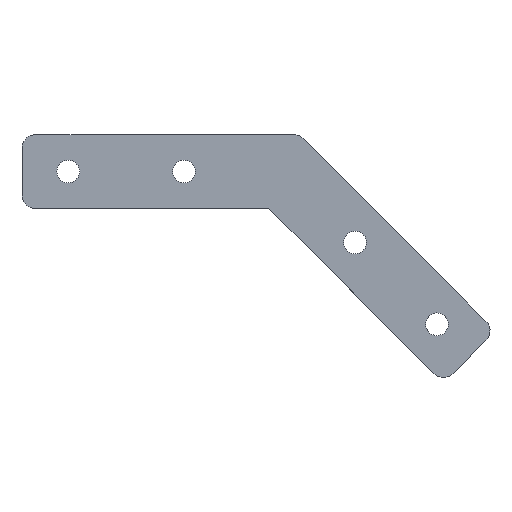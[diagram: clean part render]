
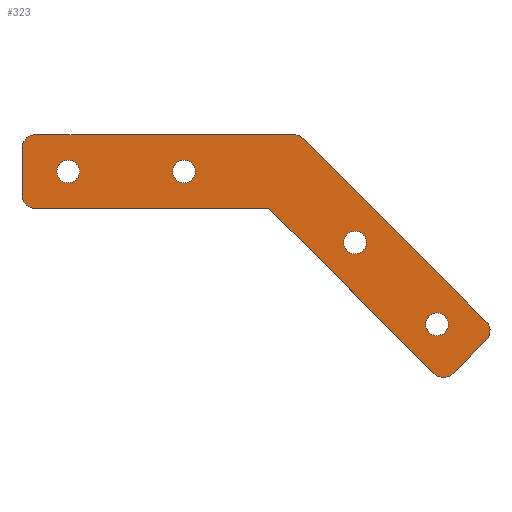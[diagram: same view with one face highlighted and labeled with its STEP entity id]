
A CAD part, top view. The second image highlights one B-rep face of the part: STEP entity #323.
In plain terms, the highlighted planar face has unit normal (0, 0, 1).
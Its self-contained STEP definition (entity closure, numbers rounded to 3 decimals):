
#22=PLANE('',#360);
#26=LINE('',#490,#49);
#30=LINE('',#502,#53);
#34=LINE('',#514,#57);
#37=LINE('',#520,#60);
#41=LINE('',#532,#64);
#45=LINE('',#542,#68);
#49=VECTOR('',#398,55.757);
#53=VECTOR('',#410,10.);
#57=VECTOR('',#422,50.373);
#60=VECTOR('',#427,50.373);
#64=VECTOR('',#439,10.);
#68=VECTOR('',#451,55.757);
#77=FACE_BOUND('',#123,.T.);
#78=FACE_BOUND('',#124,.T.);
#79=FACE_BOUND('',#125,.T.);
#80=FACE_BOUND('',#126,.T.);
#97=FACE_OUTER_BOUND('',#122,.T.);
#122=EDGE_LOOP('',(#283,#284,#285,#286,#287,#288,#289,#290,#291,#292,#293));
#123=EDGE_LOOP('',(#294));
#124=EDGE_LOOP('',(#295));
#125=EDGE_LOOP('',(#296));
#126=EDGE_LOOP('',(#297));
#128=CIRCLE('',#328,2.459);
#130=CIRCLE('',#331,2.459);
#132=CIRCLE('',#334,2.459);
#134=CIRCLE('',#337,2.459);
#136=CIRCLE('',#340,3.);
#138=CIRCLE('',#344,3.);
#140=CIRCLE('',#348,3.);
#142=CIRCLE('',#353,3.);
#144=CIRCLE('',#357,3.);
#146=VERTEX_POINT('',#460);
#148=VERTEX_POINT('',#465);
#150=VERTEX_POINT('',#470);
#152=VERTEX_POINT('',#475);
#155=VERTEX_POINT('',#481);
#156=VERTEX_POINT('',#483);
#158=VERTEX_POINT('',#489);
#160=VERTEX_POINT('',#495);
#162=VERTEX_POINT('',#501);
#164=VERTEX_POINT('',#507);
#166=VERTEX_POINT('',#513);
#168=VERTEX_POINT('',#519);
#170=VERTEX_POINT('',#525);
#172=VERTEX_POINT('',#531);
#174=VERTEX_POINT('',#537);
#176=EDGE_CURVE('',#146,#146,#128,.T.);
#178=EDGE_CURVE('',#148,#148,#130,.T.);
#180=EDGE_CURVE('',#150,#150,#132,.T.);
#182=EDGE_CURVE('',#152,#152,#134,.T.);
#185=EDGE_CURVE('',#156,#155,#136,.T.);
#188=EDGE_CURVE('',#158,#156,#26,.T.);
#191=EDGE_CURVE('',#160,#158,#138,.T.);
#194=EDGE_CURVE('',#162,#160,#30,.T.);
#197=EDGE_CURVE('',#164,#162,#140,.T.);
#200=EDGE_CURVE('',#166,#164,#34,.T.);
#203=EDGE_CURVE('',#168,#166,#37,.T.);
#206=EDGE_CURVE('',#170,#168,#142,.T.);
#209=EDGE_CURVE('',#172,#170,#41,.T.);
#212=EDGE_CURVE('',#174,#172,#144,.T.);
#215=EDGE_CURVE('',#155,#174,#45,.T.);
#283=ORIENTED_EDGE('',*,*,#215,.T.);
#284=ORIENTED_EDGE('',*,*,#212,.T.);
#285=ORIENTED_EDGE('',*,*,#209,.T.);
#286=ORIENTED_EDGE('',*,*,#206,.T.);
#287=ORIENTED_EDGE('',*,*,#203,.T.);
#288=ORIENTED_EDGE('',*,*,#200,.T.);
#289=ORIENTED_EDGE('',*,*,#197,.T.);
#290=ORIENTED_EDGE('',*,*,#194,.T.);
#291=ORIENTED_EDGE('',*,*,#191,.T.);
#292=ORIENTED_EDGE('',*,*,#188,.T.);
#293=ORIENTED_EDGE('',*,*,#185,.T.);
#294=ORIENTED_EDGE('',*,*,#176,.T.);
#295=ORIENTED_EDGE('',*,*,#178,.T.);
#296=ORIENTED_EDGE('',*,*,#180,.T.);
#297=ORIENTED_EDGE('',*,*,#182,.T.);
#323=ADVANCED_FACE('',(#97,#77,#78,#79,#80),#22,.T.);
#328=AXIS2_PLACEMENT_3D('',#461,#367,#368);
#331=AXIS2_PLACEMENT_3D('',#466,#373,#374);
#334=AXIS2_PLACEMENT_3D('',#471,#379,#380);
#337=AXIS2_PLACEMENT_3D('',#476,#385,#386);
#340=AXIS2_PLACEMENT_3D('',#484,#392,#393);
#344=AXIS2_PLACEMENT_3D('',#496,#404,#405);
#348=AXIS2_PLACEMENT_3D('',#508,#416,#417);
#353=AXIS2_PLACEMENT_3D('',#526,#433,#434);
#357=AXIS2_PLACEMENT_3D('',#538,#445,#446);
#360=AXIS2_PLACEMENT_3D('',#544,#454,#455);
#367=DIRECTION('center_axis',(0.,0.,-1.));
#368=DIRECTION('ref_axis',(1.,0.,0.));
#373=DIRECTION('center_axis',(0.,0.,-1.));
#374=DIRECTION('ref_axis',(1.,0.,0.));
#379=DIRECTION('center_axis',(0.,0.,-1.));
#380=DIRECTION('ref_axis',(1.,0.,0.));
#385=DIRECTION('center_axis',(0.,0.,-1.));
#386=DIRECTION('ref_axis',(1.,0.,0.));
#392=DIRECTION('center_axis',(0.,0.,1.));
#393=DIRECTION('ref_axis',(-0.707,-0.707,0.));
#398=DIRECTION('',(-0.707,0.707,0.));
#404=DIRECTION('center_axis',(0.,0.,1.));
#405=DIRECTION('ref_axis',(-0.707,0.707,0.));
#410=DIRECTION('',(0.707,0.707,0.));
#416=DIRECTION('center_axis',(0.,0.,1.));
#417=DIRECTION('ref_axis',(0.707,0.707,0.));
#422=DIRECTION('',(0.707,-0.707,0.));
#427=DIRECTION('',(1.,0.,0.));
#433=DIRECTION('center_axis',(0.,0.,1.));
#434=DIRECTION('ref_axis',(1.,0.,0.));
#439=DIRECTION('',(0.,-1.,0.));
#445=DIRECTION('center_axis',(0.,0.,1.));
#446=DIRECTION('ref_axis',(0.,-1.,0.));
#451=DIRECTION('',(-1.,0.,0.));
#454=DIRECTION('center_axis',(0.,0.,1.));
#455=DIRECTION('ref_axis',(1.,0.,0.));
#460=CARTESIAN_POINT('',(87.029,13.726,3.));
#461=CARTESIAN_POINT('Origin',(84.57,13.726,3.));
#465=CARTESIAN_POINT('',(7.33,46.738,3.));
#466=CARTESIAN_POINT('Origin',(4.872,46.738,3.));
#470=CARTESIAN_POINT('',(32.33,46.738,3.));
#471=CARTESIAN_POINT('Origin',(29.872,46.738,3.));
#475=CARTESIAN_POINT('',(69.351,31.404,3.));
#476=CARTESIAN_POINT('Origin',(66.893,31.404,3.));
#481=CARTESIAN_POINT('',(53.629,54.738,3.));
#483=CARTESIAN_POINT('',(55.751,53.86,3.));
#484=CARTESIAN_POINT('Origin',(53.629,51.738,3.));
#489=CARTESIAN_POINT('',(95.177,14.433,3.));
#490=CARTESIAN_POINT('',(55.751,53.86,3.));
#495=CARTESIAN_POINT('',(95.177,10.191,3.));
#496=CARTESIAN_POINT('Origin',(93.056,12.312,3.));
#501=CARTESIAN_POINT('',(88.106,3.12,3.));
#502=CARTESIAN_POINT('',(95.177,10.191,3.));
#507=CARTESIAN_POINT('',(83.863,3.12,3.));
#508=CARTESIAN_POINT('Origin',(85.985,5.241,3.));
#513=CARTESIAN_POINT('',(48.245,38.738,3.));
#514=CARTESIAN_POINT('',(83.863,3.12,3.));
#519=CARTESIAN_POINT('',(-2.128,38.738,3.));
#520=CARTESIAN_POINT('',(48.245,38.738,3.));
#525=CARTESIAN_POINT('',(-5.128,41.738,3.));
#526=CARTESIAN_POINT('Origin',(-2.128,41.738,3.));
#531=CARTESIAN_POINT('',(-5.128,51.738,3.));
#532=CARTESIAN_POINT('',(-5.128,41.738,3.));
#537=CARTESIAN_POINT('',(-2.128,54.738,3.));
#538=CARTESIAN_POINT('Origin',(-2.128,51.738,3.));
#542=CARTESIAN_POINT('',(-2.128,54.738,3.));
#544=CARTESIAN_POINT('Origin',(47.178,36.164,3.));
